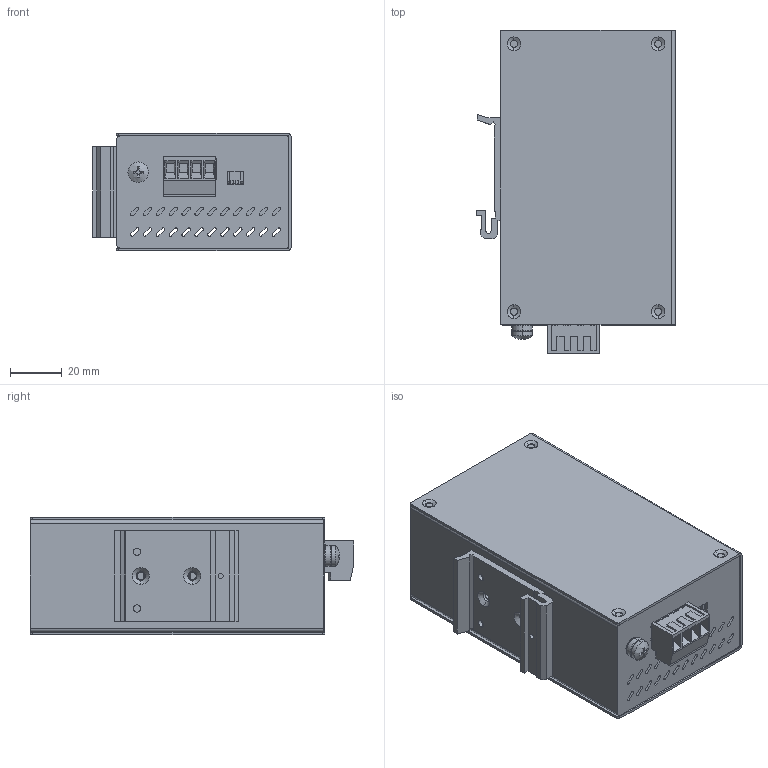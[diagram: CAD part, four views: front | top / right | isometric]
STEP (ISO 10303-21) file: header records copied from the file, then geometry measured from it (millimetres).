
FILE_DESCRIPTION (( 'STEP AP214' ), '1' );
FILE_NAME ('SE2-SW8U.STEP', '2020-06-01T11:40:49', ( '' ), ( '' ), 'SwSTEP 2.0', 'SolidWorks 2019', '' );
FILE_SCHEMA (( 'AUTOMOTIVE_DESIGN' ));
Length unit declared in the file: inch
Products named in the file (1): SE2-SW8U
Bounding box: 77.2 x 125.75 x 45.6 mm (x, y, z)
Volume: 122582.2 mm3; surface area: 122830.7 mm2
Topology: 17 solids, 17 shells, 1984 faces, 5512 edges, 3654 vertices
Faces by surface type: plane 1394, cylinder 499, cone 80, bspline 11
Entity records: 65753 total; most frequent: CARTESIAN_POINT 11714, ORIENTED_EDGE 11024, DIRECTION 10552, EDGE_CURVE 5512, LINE 4320, VECTOR 4320, VERTEX_POINT 3654, AXIS2_PLACEMENT_3D 3116
